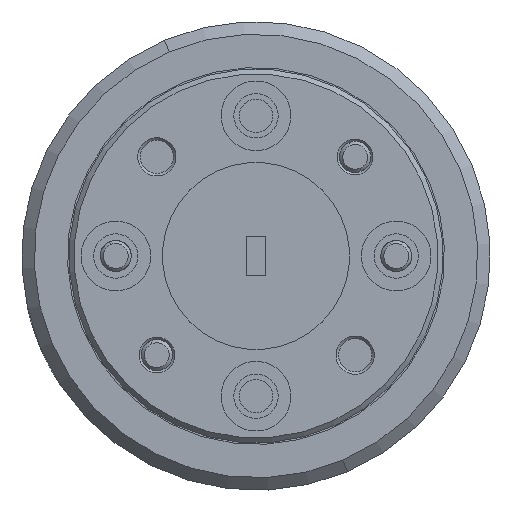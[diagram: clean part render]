
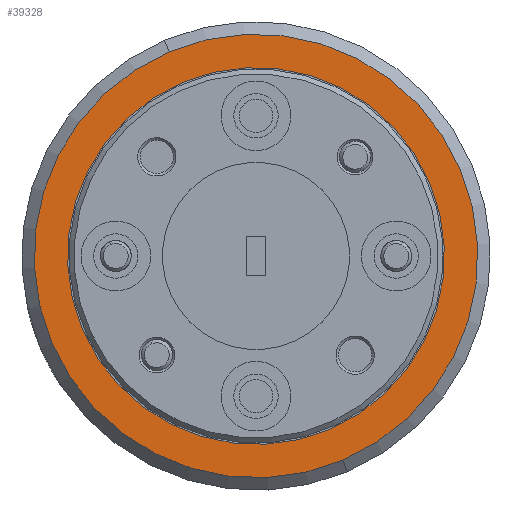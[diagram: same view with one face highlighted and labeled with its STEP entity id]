
A CAD part, left-side view. The second image highlights one B-rep face of the part: STEP entity #39328.
In plain terms, the highlighted planar face has unit normal (-1, 0, 0).
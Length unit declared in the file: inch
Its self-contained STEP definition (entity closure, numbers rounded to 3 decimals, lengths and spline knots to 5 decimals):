
#691 = CIRCLE ( 'NONE', #26322, 0.378 ) ;
#909 = AXIS2_PLACEMENT_3D ( 'NONE', #42893, #24567, #32688 ) ;
#2462 = EDGE_LOOP ( 'NONE', ( #37309, #7111 ) ) ;
#5524 = VERTEX_POINT ( 'NONE', #50868 ) ;
#7111 = ORIENTED_EDGE ( 'NONE', *, *, #23164, .T. ) ;
#7325 = CIRCLE ( 'NONE', #9598, 0.445 ) ;
#8454 = VERTEX_POINT ( 'NONE', #35077 ) ;
#9598 = AXIS2_PLACEMENT_3D ( 'NONE', #35069, #10933, #39087 ) ;
#10933 = DIRECTION ( 'NONE',  ( -1., 0., 0. ) ) ;
#11068 = CARTESIAN_POINT ( 'NONE',  ( -1.659, -0.065, -0.09 ) ) ;
#11154 = EDGE_CURVE ( 'NONE', #5524, #8454, #30351, .T. ) ;
#11434 = CIRCLE ( 'NONE', #26911, 0.378 ) ;
#15779 = FACE_OUTER_BOUND ( 'NONE', #48698, .T. ) ;
#17416 = CARTESIAN_POINT ( 'NONE',  ( -1.659, -0.065, -0.09 ) ) ;
#18301 = VERTEX_POINT ( 'NONE', #40213 ) ;
#19058 = CARTESIAN_POINT ( 'NONE',  ( -1.659, -0.2127, -0.43795 ) ) ;
#21303 = PLANE ( 'NONE',  #909 ) ;
#23164 = EDGE_CURVE ( 'NONE', #42332, #18301, #11434, .T. ) ;
#24567 = DIRECTION ( 'NONE',  ( 1., 0., 0. ) ) ;
#24992 = DIRECTION ( 'NONE',  ( -1., 0., 0. ) ) ;
#26322 = AXIS2_PLACEMENT_3D ( 'NONE', #38884, #42924, #48160 ) ;
#26723 = DIRECTION ( 'NONE',  ( 0., -0.391, -0.921 ) ) ;
#26911 = AXIS2_PLACEMENT_3D ( 'NONE', #11068, #35037, #26723 ) ;
#27286 = ORIENTED_EDGE ( 'NONE', *, *, #28354, .T. ) ;
#28147 = ORIENTED_EDGE ( 'NONE', *, *, #11154, .T. ) ;
#28354 = EDGE_CURVE ( 'NONE', #8454, #5524, #7325, .T. ) ;
#30351 = CIRCLE ( 'NONE', #52088, 0.445 ) ;
#32688 = DIRECTION ( 'NONE',  ( 0., -0.391, -0.921 ) ) ;
#33893 = EDGE_CURVE ( 'NONE', #18301, #42332, #691, .T. ) ;
#35037 = DIRECTION ( 'NONE',  ( 1., 0., 0. ) ) ;
#35069 = CARTESIAN_POINT ( 'NONE',  ( -1.659, -0.065, -0.09 ) ) ;
#35077 = CARTESIAN_POINT ( 'NONE',  ( -1.659, -0.23888, -0.49962 ) ) ;
#37309 = ORIENTED_EDGE ( 'NONE', *, *, #33893, .T. ) ;
#38884 = CARTESIAN_POINT ( 'NONE',  ( -1.659, -0.065, -0.09 ) ) ;
#39087 = DIRECTION ( 'NONE',  ( 0., -0.391, -0.921 ) ) ;
#39328 = ADVANCED_FACE ( 'NONE', ( #15779, #39729 ), #21303, .F. ) ;
#39729 = FACE_BOUND ( 'NONE', #2462, .T. ) ;
#40213 = CARTESIAN_POINT ( 'NONE',  ( -1.659, 0.0827, 0.25795 ) ) ;
#40838 = DIRECTION ( 'NONE',  ( 0., -0.391, -0.921 ) ) ;
#42332 = VERTEX_POINT ( 'NONE', #19058 ) ;
#42893 = CARTESIAN_POINT ( 'NONE',  ( -1.659, -0.065, -0.09 ) ) ;
#42924 = DIRECTION ( 'NONE',  ( 1., 0., 0. ) ) ;
#48160 = DIRECTION ( 'NONE',  ( 0., -0.391, -0.921 ) ) ;
#48698 = EDGE_LOOP ( 'NONE', ( #27286, #28147 ) ) ;
#50868 = CARTESIAN_POINT ( 'NONE',  ( -1.659, 0.10888, 0.31962 ) ) ;
#52088 = AXIS2_PLACEMENT_3D ( 'NONE', #17416, #24992, #40838 ) ;
